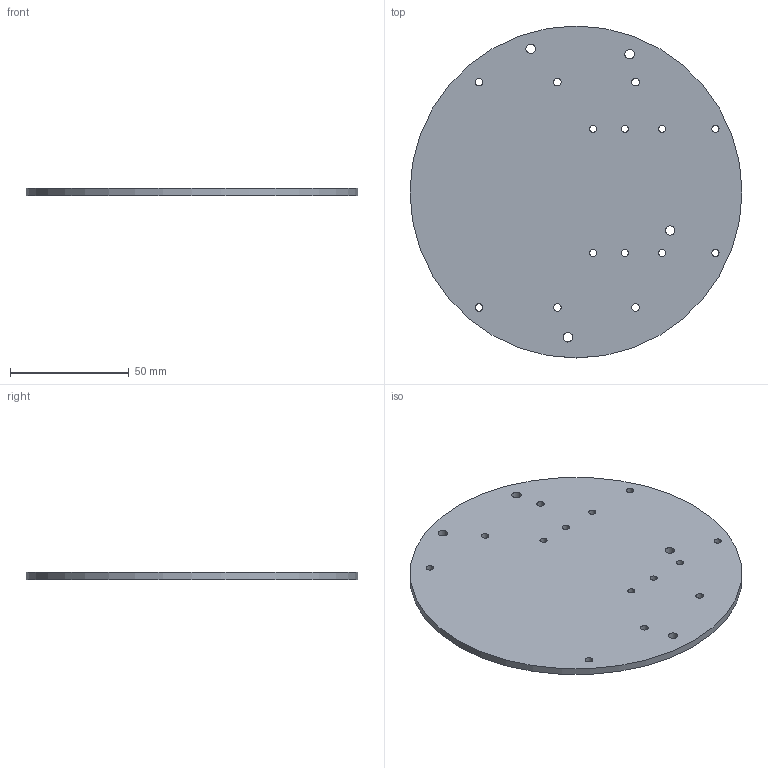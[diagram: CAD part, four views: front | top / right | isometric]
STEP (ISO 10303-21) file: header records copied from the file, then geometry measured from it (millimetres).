
FILE_DESCRIPTION(/* description */ (''),/* implementation_level */ '2;1');
FILE_NAME(/* name */ 'акб+фанера.stp',/* time_stamp */ '2024-03-20T20:33:42+03:00',/* author */ ('liza'),/* organization */ (''),/* preprocessor_version */ 'ST-DEVELOPER v19',/* originating_system */ 'Autodesk Inventor 2023',/* authorisation */ '');
FILE_SCHEMA (('AUTOMOTIVE_DESIGN { 1 0 10303 214 3 1 1 }'));
Length unit declared in the file: millimetre
Products named in the file (2): акб+фанера; фанера для акб
Assembly tree (1 placements, depth 2):
  акб+фанера
    фанера для акб
Bounding box: 140 x 140 x 3 mm (x, y, z)
Volume: 45716.2 mm3; surface area: 32354.9 mm2
Topology: 1 solids, 1 shells, 21 faces, 57 edges, 38 vertices
Faces by surface type: cylinder 19, plane 2
Full cylindrical faces by diameter (mm): 3 x8, 3.199 x2, 3.2 x4, 4 x4, 140 x1
Entity records: 874 total; most frequent: DIRECTION 145, CARTESIAN_POINT 120, ORIENTED_EDGE 114, AXIS2_PLACEMENT_3D 63, EDGE_LOOP 57, EDGE_CURVE 57, CIRCLE 38, VERTEX_POINT 38
